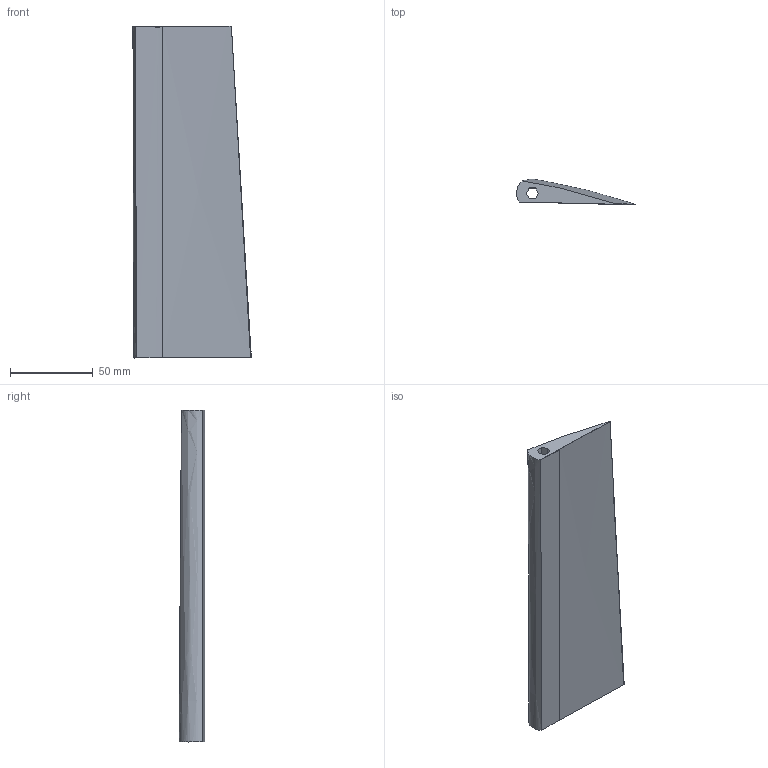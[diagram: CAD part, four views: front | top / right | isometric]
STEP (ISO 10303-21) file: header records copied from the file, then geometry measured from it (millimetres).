
FILE_DESCRIPTION (( 'STEP AP214' ), '1' );
FILE_NAME ('MirrorDetailed_Wing_2_noerror_AILERON.STEP', '2025-04-02T19:16:43', ( '' ), ( '' ), 'SwSTEP 2.0', 'SolidWorks 2022', '' );
FILE_SCHEMA (( 'AUTOMOTIVE_DESIGN' ));
Length unit declared in the file: millimetre
Products named in the file (1): MirrorDetailed_Wing_2_noerror_AILERON
Bounding box: 71.51 x 15.65 x 200 mm (x, y, z)
Volume: 66534.1 mm3; surface area: 52134 mm2
Topology: 3 solids, 23 shells, 146 faces, 306 edges, 206 vertices
Faces by surface type: plane 95, bspline 51
Entity records: 5420 total; most frequent: CARTESIAN_POINT 2808, ORIENTED_EDGE 612, EDGE_CURVE 306, DIRECTION 293, VERTEX_POINT 206, B_SPLINE_CURVE_WITH_KNOTS 205, EDGE_LOOP 148, FACE_OUTER_BOUND 146
